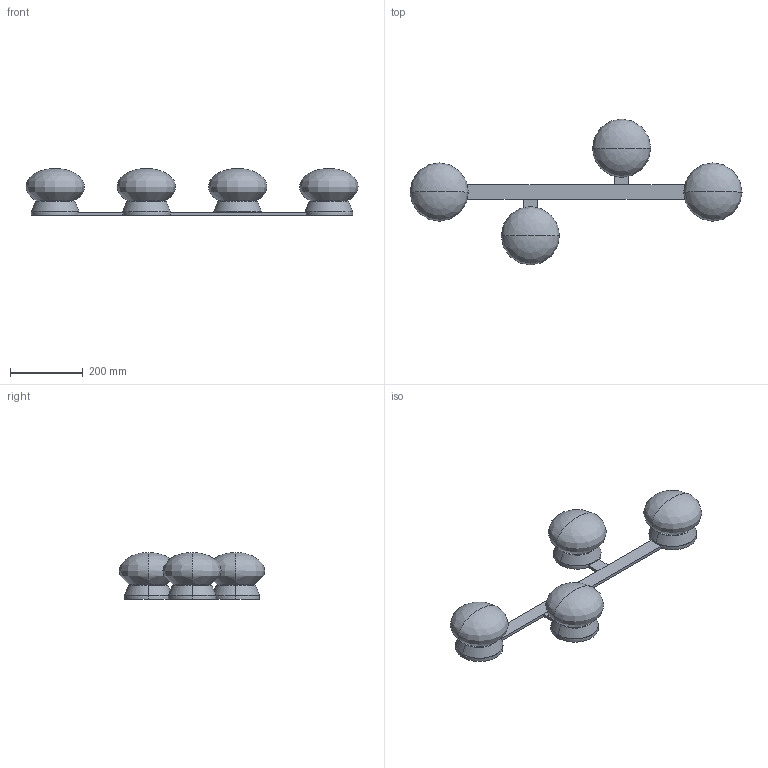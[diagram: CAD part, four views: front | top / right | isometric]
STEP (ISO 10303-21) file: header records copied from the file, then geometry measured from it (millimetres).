
FILE_DESCRIPTION(/* description */ (''),/* implementation_level */ '2;1');
FILE_NAME(/* name */ '1744.255_FUJI',/* time_stamp */ '2023-01-18T18:41:25+01:00',/* author */ (''),/* organization */ (''),/* preprocessor_version */ 'ST-DEVELOPER v16.5',/* originating_system */ 'Rhino 7.15',/* authorisation */ '');
FILE_SCHEMA (('CONFIG_CONTROL_DESIGN'));
Length unit declared in the file: millimetre
Products named in the file (1): Document
Bounding box: 909.91 x 400.05 x 128.78 mm (x, y, z)
Volume: 6959247.3 mm3; surface area: 565216 mm2
Topology: 12 solids, 13 shells, 58 faces, 114 edges, 70 vertices
Faces by surface type: plane 34, bspline 24
Entity records: 2377 total; most frequent: CARTESIAN_POINT 1558, ORIENTED_EDGE 194, EDGE_CURVE 106, VERTEX_POINT 70, ADVANCED_FACE 58, FACE_OUTER_BOUND 58, EDGE_LOOP 58, B_SPLINE_CURVE_WITH_KNOTS 55
